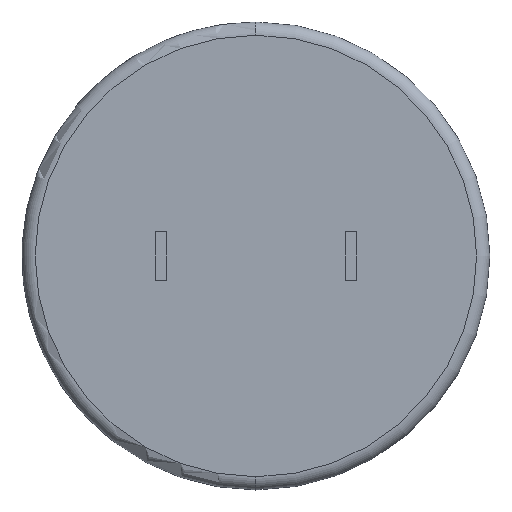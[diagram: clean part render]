
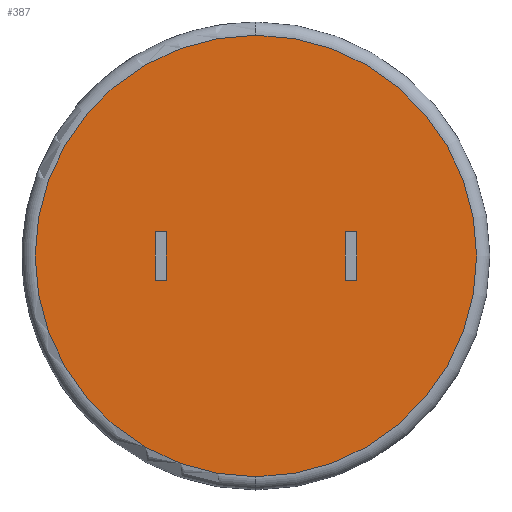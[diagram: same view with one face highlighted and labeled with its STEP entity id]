
A CAD part, front view. The second image highlights one B-rep face of the part: STEP entity #387.
In plain terms, the highlighted planar face has unit normal (0, -1, 0).
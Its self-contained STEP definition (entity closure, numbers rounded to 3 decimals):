
#14 = DIRECTION ( 'NONE',  ( 1., 0., 0. ) ) ;
#221 = EDGE_CURVE ( 'NONE', #1799, #2451, #1224, .T. ) ;
#240 = CARTESIAN_POINT ( 'NONE',  ( 0., 0., 0. ) ) ;
#262 = LINE ( 'NONE', #1069, #732 ) ;
#276 = CARTESIAN_POINT ( 'NONE',  ( 2.39, 0., -0.65 ) ) ;
#316 = DIRECTION ( 'NONE',  ( 0., 1., 0. ) ) ;
#330 = VECTOR ( 'NONE', #14, 1000. ) ;
#337 = VERTEX_POINT ( 'NONE', #2195 ) ;
#340 = CARTESIAN_POINT ( 'NONE',  ( 2.39, 0., -0.65 ) ) ;
#354 = CARTESIAN_POINT ( 'NONE',  ( -2.69, 0., 0. ) ) ;
#372 = ORIENTED_EDGE ( 'NONE', *, *, #2480, .T. ) ;
#373 = CIRCLE ( 'NONE', #2709, 5.895 ) ;
#387 = ADVANCED_FACE ( 'NONE', ( #934, #784, #1853 ), #2024, .F. ) ;
#418 = ORIENTED_EDGE ( 'NONE', *, *, #1305, .T. ) ;
#432 = CARTESIAN_POINT ( 'NONE',  ( 2.69, 0., 0. ) ) ;
#440 = DIRECTION ( 'NONE',  ( 0., 0., 1. ) ) ;
#445 = EDGE_CURVE ( 'NONE', #508, #337, #2716, .T. ) ;
#508 = VERTEX_POINT ( 'NONE', #975 ) ;
#539 = CARTESIAN_POINT ( 'NONE',  ( 2.39, 0., 0.65 ) ) ;
#566 = AXIS2_PLACEMENT_3D ( 'NONE', #2037, #316, #2446 ) ;
#567 = VERTEX_POINT ( 'NONE', #807 ) ;
#576 = ORIENTED_EDGE ( 'NONE', *, *, #1089, .T. ) ;
#657 = DIRECTION ( 'NONE',  ( 0., 0., 1. ) ) ;
#689 = CARTESIAN_POINT ( 'NONE',  ( -2.69, 0., -0.65 ) ) ;
#732 = VECTOR ( 'NONE', #2586, 1000. ) ;
#764 = DIRECTION ( 'NONE',  ( 0., 0., -1. ) ) ;
#784 = FACE_BOUND ( 'NONE', #2663, .T. ) ;
#807 = CARTESIAN_POINT ( 'NONE',  ( -2.69, 0., 0.65 ) ) ;
#811 = CARTESIAN_POINT ( 'NONE',  ( 0., 0., 5.895 ) ) ;
#934 = FACE_OUTER_BOUND ( 'NONE', #1664, .T. ) ;
#975 = CARTESIAN_POINT ( 'NONE',  ( 2.69, 0., 0.65 ) ) ;
#1010 = VERTEX_POINT ( 'NONE', #2199 ) ;
#1024 = VECTOR ( 'NONE', #1400, 1000. ) ;
#1044 = VECTOR ( 'NONE', #764, 1000. ) ;
#1069 = CARTESIAN_POINT ( 'NONE',  ( -2.69, 0., 0.65 ) ) ;
#1072 = EDGE_CURVE ( 'NONE', #337, #1010, #1610, .T. ) ;
#1089 = EDGE_CURVE ( 'NONE', #1245, #567, #1156, .T. ) ;
#1156 = LINE ( 'NONE', #354, #1254 ) ;
#1172 = ORIENTED_EDGE ( 'NONE', *, *, #1072, .F. ) ;
#1206 = ORIENTED_EDGE ( 'NONE', *, *, #1929, .F. ) ;
#1208 = ORIENTED_EDGE ( 'NONE', *, *, #1683, .F. ) ;
#1224 = CIRCLE ( 'NONE', #2281, 5.895 ) ;
#1245 = VERTEX_POINT ( 'NONE', #689 ) ;
#1254 = VECTOR ( 'NONE', #1612, 1000. ) ;
#1305 = EDGE_CURVE ( 'NONE', #567, #2548, #262, .T. ) ;
#1320 = EDGE_CURVE ( 'NONE', #1560, #508, #2320, .T. ) ;
#1391 = LINE ( 'NONE', #276, #1991 ) ;
#1397 = VECTOR ( 'NONE', #657, 1000. ) ;
#1400 = DIRECTION ( 'NONE',  ( 0., 0., -1. ) ) ;
#1560 = VERTEX_POINT ( 'NONE', #1838 ) ;
#1562 = LINE ( 'NONE', #2211, #1044 ) ;
#1578 = DIRECTION ( 'NONE',  ( -1., 0., 0. ) ) ;
#1594 = CARTESIAN_POINT ( 'NONE',  ( -2.39, 0., 0.65 ) ) ;
#1610 = LINE ( 'NONE', #340, #1024 ) ;
#1612 = DIRECTION ( 'NONE',  ( 0., 0., 1. ) ) ;
#1664 = EDGE_LOOP ( 'NONE', ( #2310, #2357 ) ) ;
#1683 = EDGE_CURVE ( 'NONE', #1010, #1560, #1391, .T. ) ;
#1799 = VERTEX_POINT ( 'NONE', #811 ) ;
#1838 = CARTESIAN_POINT ( 'NONE',  ( 2.69, 0., -0.65 ) ) ;
#1853 = FACE_BOUND ( 'NONE', #2069, .T. ) ;
#1929 = EDGE_CURVE ( 'NONE', #1245, #2432, #2284, .T. ) ;
#1985 = ORIENTED_EDGE ( 'NONE', *, *, #445, .F. ) ;
#1991 = VECTOR ( 'NONE', #2401, 1000. ) ;
#2013 = CARTESIAN_POINT ( 'NONE',  ( -2.39, 0., -0.65 ) ) ;
#2024 = PLANE ( 'NONE',  #566 ) ;
#2037 = CARTESIAN_POINT ( 'NONE',  ( 0., 0., 0. ) ) ;
#2069 = EDGE_LOOP ( 'NONE', ( #1172, #1985, #2221, #1208 ) ) ;
#2113 = VECTOR ( 'NONE', #1578, 1000. ) ;
#2136 = CARTESIAN_POINT ( 'NONE',  ( -2.69, 0., -0.65 ) ) ;
#2158 = EDGE_CURVE ( 'NONE', #2451, #1799, #373, .T. ) ;
#2195 = CARTESIAN_POINT ( 'NONE',  ( 2.39, 0., 0.65 ) ) ;
#2199 = CARTESIAN_POINT ( 'NONE',  ( 2.39, 0., -0.65 ) ) ;
#2211 = CARTESIAN_POINT ( 'NONE',  ( -2.39, 0., 0.65 ) ) ;
#2218 = CARTESIAN_POINT ( 'NONE',  ( 0., 0., -5.895 ) ) ;
#2221 = ORIENTED_EDGE ( 'NONE', *, *, #1320, .F. ) ;
#2281 = AXIS2_PLACEMENT_3D ( 'NONE', #2568, #2576, #2329 ) ;
#2284 = LINE ( 'NONE', #2136, #330 ) ;
#2310 = ORIENTED_EDGE ( 'NONE', *, *, #221, .T. ) ;
#2320 = LINE ( 'NONE', #432, #1397 ) ;
#2329 = DIRECTION ( 'NONE',  ( 0., 0., 1. ) ) ;
#2354 = DIRECTION ( 'NONE',  ( 0., -1., 0. ) ) ;
#2357 = ORIENTED_EDGE ( 'NONE', *, *, #2158, .T. ) ;
#2401 = DIRECTION ( 'NONE',  ( 1., 0., 0. ) ) ;
#2432 = VERTEX_POINT ( 'NONE', #2013 ) ;
#2446 = DIRECTION ( 'NONE',  ( 0., 0., 1. ) ) ;
#2451 = VERTEX_POINT ( 'NONE', #2218 ) ;
#2480 = EDGE_CURVE ( 'NONE', #2548, #2432, #1562, .T. ) ;
#2548 = VERTEX_POINT ( 'NONE', #1594 ) ;
#2568 = CARTESIAN_POINT ( 'NONE',  ( 0., 0., 0. ) ) ;
#2576 = DIRECTION ( 'NONE',  ( 0., -1., 0. ) ) ;
#2586 = DIRECTION ( 'NONE',  ( 1., 0., 0. ) ) ;
#2663 = EDGE_LOOP ( 'NONE', ( #576, #418, #372, #1206 ) ) ;
#2709 = AXIS2_PLACEMENT_3D ( 'NONE', #240, #2354, #440 ) ;
#2716 = LINE ( 'NONE', #539, #2113 ) ;
